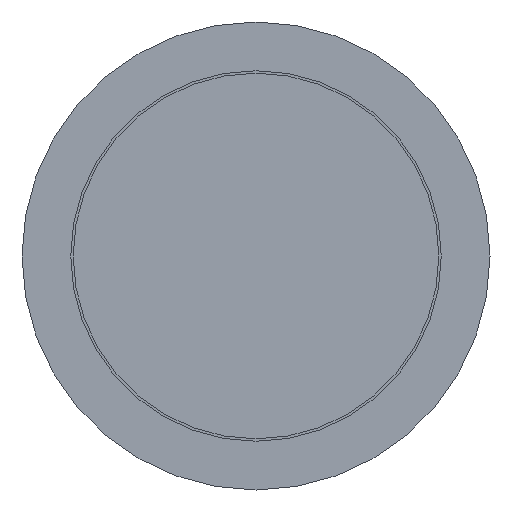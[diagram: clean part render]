
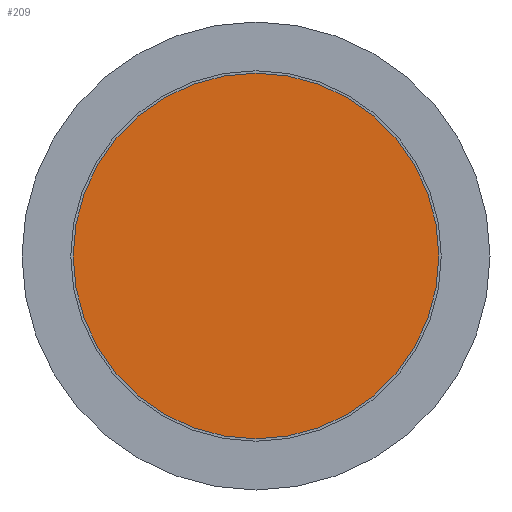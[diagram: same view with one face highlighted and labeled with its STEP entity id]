
A CAD part, front view. The second image highlights one B-rep face of the part: STEP entity #209.
In plain terms, the highlighted planar face has unit normal (0, -1, 0).
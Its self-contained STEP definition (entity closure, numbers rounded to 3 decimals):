
#8 = AXIS2_PLACEMENT_3D ( 'NONE', #310, #413, #148 ) ;
#57 = FACE_OUTER_BOUND ( 'NONE', #231, .T. ) ;
#72 = VERTEX_POINT ( 'NONE', #122 ) ;
#122 = CARTESIAN_POINT ( 'NONE',  ( 0., 0., -18.75 ) ) ;
#135 = CIRCLE ( 'NONE', #8, 18.75 ) ;
#148 = DIRECTION ( 'NONE',  ( 0., 0., -1. ) ) ;
#175 = CARTESIAN_POINT ( 'NONE',  ( -18.75, 0., 0. ) ) ;
#209 = ADVANCED_FACE ( 'NONE', ( #57 ), #433, .F. ) ;
#227 = EDGE_CURVE ( 'NONE', #72, #72, #135, .T. ) ;
#231 = EDGE_LOOP ( 'NONE', ( #237 ) ) ;
#237 = ORIENTED_EDGE ( 'NONE', *, *, #227, .T. ) ;
#257 = AXIS2_PLACEMENT_3D ( 'NONE', #175, #342, #470 ) ;
#310 = CARTESIAN_POINT ( 'NONE',  ( 0., 0., 0. ) ) ;
#342 = DIRECTION ( 'NONE',  ( 0., 1., 0. ) ) ;
#413 = DIRECTION ( 'NONE',  ( 0., -1., 0. ) ) ;
#433 = PLANE ( 'NONE',  #257 ) ;
#470 = DIRECTION ( 'NONE',  ( 0., 0., 1. ) ) ;
